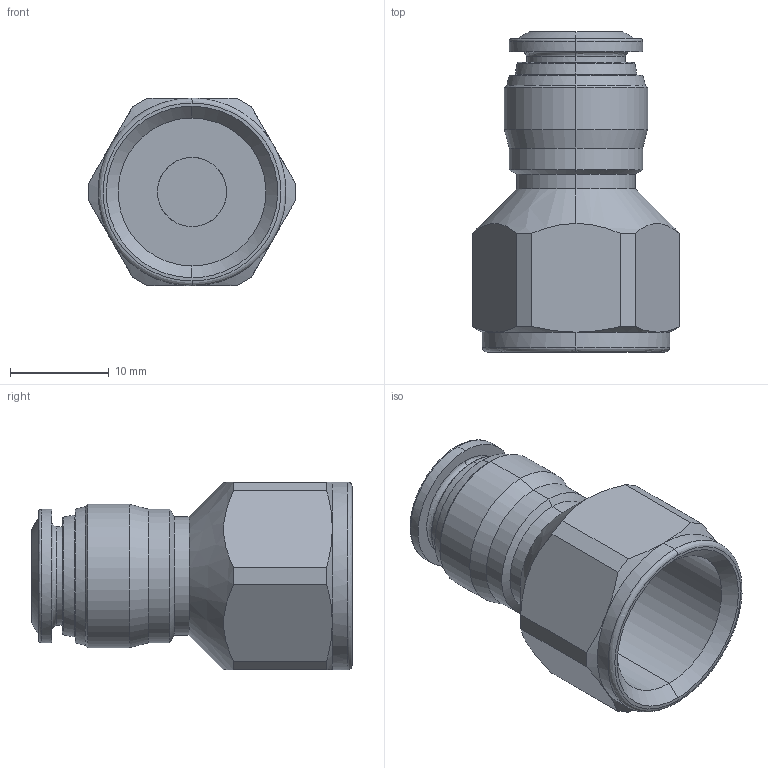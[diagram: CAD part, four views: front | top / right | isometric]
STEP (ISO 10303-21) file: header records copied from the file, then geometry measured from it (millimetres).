
FILE_DESCRIPTION (( 'STEP AP214' ), '1' );
FILE_NAME ('PCF08-G03_ME.STEP', '2018-09-06T09:36:25', ( '' ), ( '' ), 'SwSTEP 2.0', 'SolidWorks 2018', '' );
FILE_SCHEMA (( 'AUTOMOTIVE_DESIGN' ));
Length unit declared in the file: millimetre
Products named in the file (1): PCF08-G03_ME
Bounding box: 20.93 x 32.4 x 19 mm (x, y, z)
Volume: 4385.2 mm3; surface area: 3037.3 mm2
Topology: 1 solids, 1 shells, 86 faces, 198 edges, 117 vertices
Faces by surface type: bspline 86
Entity records: 3335 total; most frequent: CARTESIAN_POINT 2181, ORIENTED_EDGE 392, EDGE_CURVE 196, VERTEX_POINT 117, B_SPLINE_CURVE_WITH_KNOTS 112, EDGE_LOOP 95, FACE_OUTER_BOUND 86, ADVANCED_FACE 86
